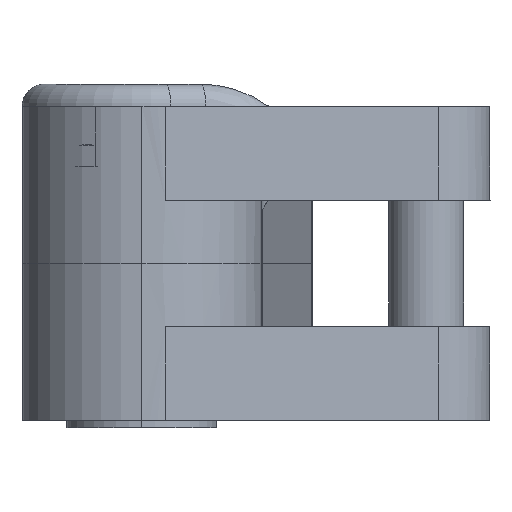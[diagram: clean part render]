
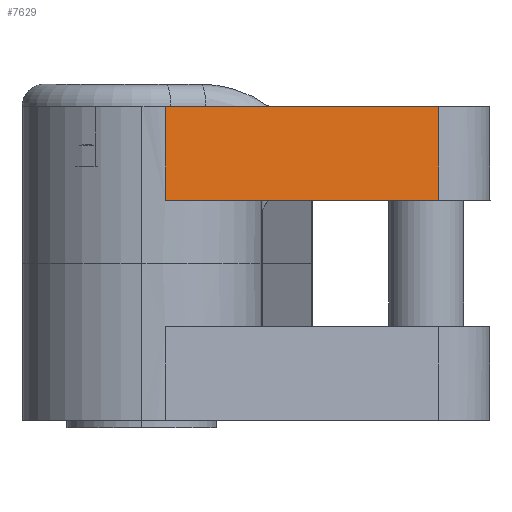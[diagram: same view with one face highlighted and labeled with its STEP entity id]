
A CAD part, left-side view. The second image highlights one B-rep face of the part: STEP entity #7629.
In plain terms, the highlighted planar face has unit normal (-0.98, -0.197, 0).
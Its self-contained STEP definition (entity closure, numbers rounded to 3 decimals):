
#636 = DIRECTION ( 'NONE',  ( 0.197, -0.98, 0. ) ) ;
#713 = CARTESIAN_POINT ( 'NONE',  ( -15.685, -3.158, 19.5 ) ) ;
#887 = EDGE_LOOP ( 'NONE', ( #12234, #2820, #10377, #11891 ) ) ;
#1264 = CARTESIAN_POINT ( 'NONE',  ( -15.685, -3.158, -270.038 ) ) ;
#1356 = AXIS2_PLACEMENT_3D ( 'NONE', #2006, #13517, #636 ) ;
#1371 = EDGE_CURVE ( 'NONE', #9452, #3971, #2176, .T. ) ;
#1641 = CARTESIAN_POINT ( 'NONE',  ( -8.333, -39.678, 19.5 ) ) ;
#2006 = CARTESIAN_POINT ( 'NONE',  ( -8.333, -39.678, -270.038 ) ) ;
#2150 = DIRECTION ( 'NONE',  ( 0., 0., 1. ) ) ;
#2176 = LINE ( 'NONE', #13826, #13396 ) ;
#2379 = CARTESIAN_POINT ( 'NONE',  ( -15.685, -3.158, 32. ) ) ;
#2731 = EDGE_CURVE ( 'NONE', #3467, #3971, #7155, .T. ) ;
#2820 = ORIENTED_EDGE ( 'NONE', *, *, #9483, .T. ) ;
#3000 = FACE_OUTER_BOUND ( 'NONE', #887, .T. ) ;
#3262 = VERTEX_POINT ( 'NONE', #1641 ) ;
#3467 = VERTEX_POINT ( 'NONE', #713 ) ;
#3720 = DIRECTION ( 'NONE',  ( 0., 0., 1. ) ) ;
#3971 = VERTEX_POINT ( 'NONE', #2379 ) ;
#4218 = PLANE ( 'NONE',  #1356 ) ;
#4430 = DIRECTION ( 'NONE',  ( -0.197, 0.98, 0. ) ) ;
#7155 = LINE ( 'NONE', #1264, #11321 ) ;
#7629 = ADVANCED_FACE ( 'NONE', ( #3000 ), #4218, .F. ) ;
#8078 = CARTESIAN_POINT ( 'NONE',  ( -15.685, -3.158, 19.5 ) ) ;
#8231 = CARTESIAN_POINT ( 'NONE',  ( -8.333, -39.678, -270.038 ) ) ;
#9452 = VERTEX_POINT ( 'NONE', #11436 ) ;
#9483 = EDGE_CURVE ( 'NONE', #3262, #9452, #12589, .T. ) ;
#10377 = ORIENTED_EDGE ( 'NONE', *, *, #1371, .T. ) ;
#10513 = LINE ( 'NONE', #8078, #12882 ) ;
#11321 = VECTOR ( 'NONE', #3720, 1000. ) ;
#11436 = CARTESIAN_POINT ( 'NONE',  ( -8.333, -39.678, 32. ) ) ;
#11535 = DIRECTION ( 'NONE',  ( -0.197, 0.98, 0. ) ) ;
#11886 = EDGE_CURVE ( 'NONE', #3262, #3467, #10513, .T. ) ;
#11891 = ORIENTED_EDGE ( 'NONE', *, *, #2731, .F. ) ;
#12234 = ORIENTED_EDGE ( 'NONE', *, *, #11886, .F. ) ;
#12263 = VECTOR ( 'NONE', #2150, 1000. ) ;
#12589 = LINE ( 'NONE', #8231, #12263 ) ;
#12882 = VECTOR ( 'NONE', #4430, 1000. ) ;
#13396 = VECTOR ( 'NONE', #11535, 1000. ) ;
#13517 = DIRECTION ( 'NONE',  ( 0.98, 0.197, 0. ) ) ;
#13826 = CARTESIAN_POINT ( 'NONE',  ( -8.333, -39.678, 32. ) ) ;
